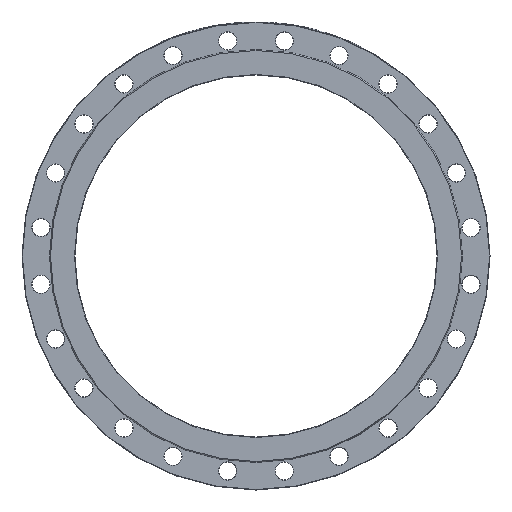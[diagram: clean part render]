
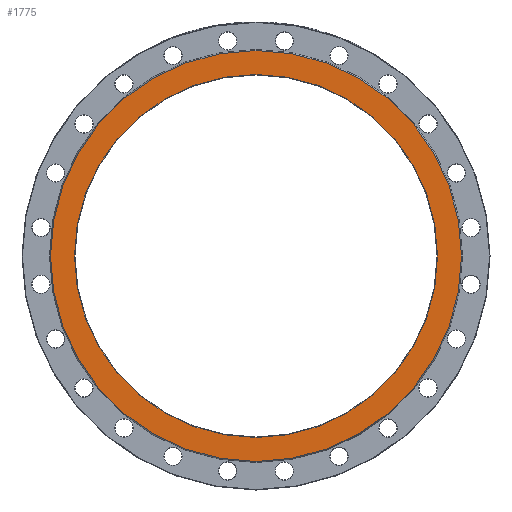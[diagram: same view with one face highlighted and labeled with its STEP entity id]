
A CAD part, left-side view. The second image highlights one B-rep face of the part: STEP entity #1775.
In plain terms, the highlighted planar face has unit normal (-1, 0, 0).
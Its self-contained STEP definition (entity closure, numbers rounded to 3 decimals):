
#31 = CARTESIAN_POINT ( 'NONE',  ( 0., 0., 450. ) ) ;
#1522 = AXIS2_PLACEMENT_3D ( 'NONE', #5280, #11896, #14287 ) ;
#1775 = ADVANCED_FACE ( 'NONE', ( #9861, #3082 ), #9930, .F. ) ;
#3082 = FACE_OUTER_BOUND ( 'NONE', #6699, .T. ) ;
#3115 = DIRECTION ( 'NONE',  ( 0., 0., -1. ) ) ;
#3375 = ORIENTED_EDGE ( 'NONE', *, *, #7563, .T. ) ;
#3814 = EDGE_CURVE ( 'NONE', #6380, #6380, #11078, .T. ) ;
#4076 = EDGE_LOOP ( 'NONE', ( #13243 ) ) ;
#5280 = CARTESIAN_POINT ( 'NONE',  ( 0., 396.5, 0. ) ) ;
#6310 = CARTESIAN_POINT ( 'NONE',  ( 0., 0., -397.5 ) ) ;
#6380 = VERTEX_POINT ( 'NONE', #6310 ) ;
#6598 = VERTEX_POINT ( 'NONE', #31 ) ;
#6699 = EDGE_LOOP ( 'NONE', ( #3375 ) ) ;
#6763 = AXIS2_PLACEMENT_3D ( 'NONE', #13367, #8798, #9087 ) ;
#7563 = EDGE_CURVE ( 'NONE', #6598, #6598, #7895, .T. ) ;
#7895 = CIRCLE ( 'NONE', #6763, 450. ) ;
#8798 = DIRECTION ( 'NONE',  ( -1., 0., 0. ) ) ;
#9087 = DIRECTION ( 'NONE',  ( 0., 0., 1. ) ) ;
#9861 = FACE_BOUND ( 'NONE', #4076, .T. ) ;
#9930 = PLANE ( 'NONE',  #1522 ) ;
#10779 = CARTESIAN_POINT ( 'NONE',  ( 0., 0., 0. ) ) ;
#11078 = CIRCLE ( 'NONE', #11781, 397.5 ) ;
#11781 = AXIS2_PLACEMENT_3D ( 'NONE', #10779, #13086, #3115 ) ;
#11896 = DIRECTION ( 'NONE',  ( 1., 0., 0. ) ) ;
#13086 = DIRECTION ( 'NONE',  ( 1., 0., 0. ) ) ;
#13243 = ORIENTED_EDGE ( 'NONE', *, *, #3814, .T. ) ;
#13367 = CARTESIAN_POINT ( 'NONE',  ( 0., 0., 0. ) ) ;
#14287 = DIRECTION ( 'NONE',  ( 0., 0., -1. ) ) ;
